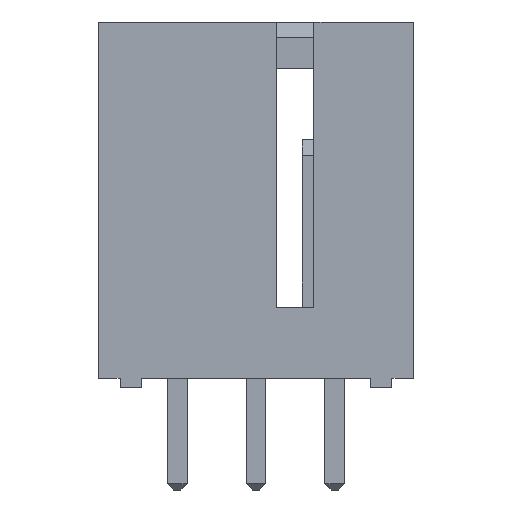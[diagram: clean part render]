
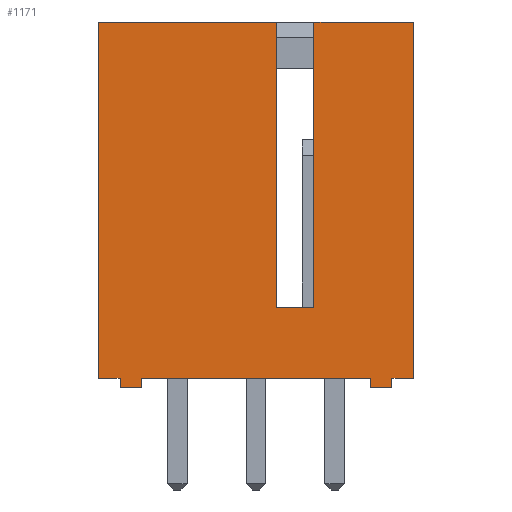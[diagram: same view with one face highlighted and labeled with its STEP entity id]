
A CAD part, front view. The second image highlights one B-rep face of the part: STEP entity #1171.
In plain terms, the highlighted planar face has unit normal (0, -1, 0).
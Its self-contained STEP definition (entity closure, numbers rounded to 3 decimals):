
#128 = VECTOR ( 'NONE', #1905, 1000. ) ;
#175 = AXIS2_PLACEMENT_3D ( 'NONE', #1205, #1825, #3566 ) ;
#198 = LINE ( 'NONE', #844, #2450 ) ;
#234 = ORIENTED_EDGE ( 'NONE', *, *, #2392, .F. ) ;
#269 = DIRECTION ( 'NONE',  ( 0., 0., 1. ) ) ;
#277 = CARTESIAN_POINT ( 'NONE',  ( 1.87, -2.55, 11.8 ) ) ;
#317 = CARTESIAN_POINT ( 'NONE',  ( 3.685, -2.55, 0.3 ) ) ;
#360 = CARTESIAN_POINT ( 'NONE',  ( 5.085, -2.55, 11.8 ) ) ;
#366 = CARTESIAN_POINT ( 'NONE',  ( -4.385, -2.55, 0. ) ) ;
#432 = ORIENTED_EDGE ( 'NONE', *, *, #767, .F. ) ;
#445 = CARTESIAN_POINT ( 'NONE',  ( 1.87, -2.55, 2.6 ) ) ;
#472 = ORIENTED_EDGE ( 'NONE', *, *, #2708, .F. ) ;
#524 = EDGE_CURVE ( 'NONE', #1891, #656, #1804, .T. ) ;
#546 = EDGE_CURVE ( 'NONE', #3505, #3726, #935, .T. ) ;
#565 = VECTOR ( 'NONE', #3091, 1000. ) ;
#567 = ORIENTED_EDGE ( 'NONE', *, *, #546, .F. ) ;
#581 = VECTOR ( 'NONE', #714, 1000. ) ;
#606 = CARTESIAN_POINT ( 'NONE',  ( -5.085, -2.55, 0.3 ) ) ;
#645 = CARTESIAN_POINT ( 'NONE',  ( -4.385, -2.55, 0. ) ) ;
#656 = VERTEX_POINT ( 'NONE', #2819 ) ;
#714 = DIRECTION ( 'NONE',  ( -1., 0., 0. ) ) ;
#738 = VERTEX_POINT ( 'NONE', #3551 ) ;
#767 = EDGE_CURVE ( 'NONE', #1147, #2169, #2544, .T. ) ;
#828 = CARTESIAN_POINT ( 'NONE',  ( 3.685, -2.55, 0. ) ) ;
#843 = DIRECTION ( 'NONE',  ( 0., 0., -1. ) ) ;
#844 = CARTESIAN_POINT ( 'NONE',  ( -4.385, -2.55, 0.3 ) ) ;
#935 = LINE ( 'NONE', #2441, #1889 ) ;
#953 = LINE ( 'NONE', #2166, #1274 ) ;
#972 = CARTESIAN_POINT ( 'NONE',  ( 4.385, -2.55, 0.3 ) ) ;
#1036 = EDGE_CURVE ( 'NONE', #3763, #738, #3558, .T. ) ;
#1044 = CARTESIAN_POINT ( 'NONE',  ( 0.67, -2.55, -9.331 ) ) ;
#1111 = VERTEX_POINT ( 'NONE', #317 ) ;
#1123 = CARTESIAN_POINT ( 'NONE',  ( -3.685, -2.55, 0. ) ) ;
#1147 = VERTEX_POINT ( 'NONE', #2993 ) ;
#1171 = ADVANCED_FACE ( 'NONE', ( #1506 ), #3310, .F. ) ;
#1184 = VECTOR ( 'NONE', #1769, 1000. ) ;
#1194 = VERTEX_POINT ( 'NONE', #3266 ) ;
#1205 = CARTESIAN_POINT ( 'NONE',  ( 0., -2.55, 0. ) ) ;
#1247 = ORIENTED_EDGE ( 'NONE', *, *, #2666, .F. ) ;
#1274 = VECTOR ( 'NONE', #3380, 1000. ) ;
#1298 = CARTESIAN_POINT ( 'NONE',  ( -3.685, -2.55, 0.3 ) ) ;
#1309 = LINE ( 'NONE', #445, #565 ) ;
#1316 = CARTESIAN_POINT ( 'NONE',  ( 1.87, -2.55, 2.6 ) ) ;
#1369 = DIRECTION ( 'NONE',  ( 0., 0., 1. ) ) ;
#1439 = DIRECTION ( 'NONE',  ( 1., 0., 0. ) ) ;
#1456 = CARTESIAN_POINT ( 'NONE',  ( 5.085, -2.55, 11.8 ) ) ;
#1488 = LINE ( 'NONE', #1456, #3736 ) ;
#1489 = VERTEX_POINT ( 'NONE', #972 ) ;
#1506 = FACE_OUTER_BOUND ( 'NONE', #3172, .T. ) ;
#1533 = VECTOR ( 'NONE', #1710, 1000. ) ;
#1552 = DIRECTION ( 'NONE',  ( -1., 0., 0. ) ) ;
#1555 = EDGE_CURVE ( 'NONE', #1111, #2400, #3303, .T. ) ;
#1620 = LINE ( 'NONE', #360, #3010 ) ;
#1710 = DIRECTION ( 'NONE',  ( -1., 0., 0. ) ) ;
#1713 = ORIENTED_EDGE ( 'NONE', *, *, #2928, .F. ) ;
#1769 = DIRECTION ( 'NONE',  ( 0., 0., -1. ) ) ;
#1804 = LINE ( 'NONE', #606, #1844 ) ;
#1814 = VERTEX_POINT ( 'NONE', #1123 ) ;
#1825 = DIRECTION ( 'NONE',  ( 0., 1., 0. ) ) ;
#1844 = VECTOR ( 'NONE', #2692, 1000. ) ;
#1865 = LINE ( 'NONE', #366, #1990 ) ;
#1889 = VECTOR ( 'NONE', #3579, 1000. ) ;
#1891 = VERTEX_POINT ( 'NONE', #2903 ) ;
#1905 = DIRECTION ( 'NONE',  ( 0., 0., 1. ) ) ;
#1921 = ORIENTED_EDGE ( 'NONE', *, *, #3248, .F. ) ;
#1922 = DIRECTION ( 'NONE',  ( 0., 0., 1. ) ) ;
#1924 = CARTESIAN_POINT ( 'NONE',  ( 0.67, -2.55, 11.8 ) ) ;
#1927 = ORIENTED_EDGE ( 'NONE', *, *, #524, .F. ) ;
#1954 = EDGE_CURVE ( 'NONE', #2400, #1814, #2935, .T. ) ;
#1990 = VECTOR ( 'NONE', #1552, 1000. ) ;
#1994 = LINE ( 'NONE', #2013, #2978 ) ;
#2013 = CARTESIAN_POINT ( 'NONE',  ( 4.385, -2.55, 0. ) ) ;
#2133 = VECTOR ( 'NONE', #1922, 1000. ) ;
#2166 = CARTESIAN_POINT ( 'NONE',  ( 4.385, -2.55, 0.3 ) ) ;
#2169 = VERTEX_POINT ( 'NONE', #3390 ) ;
#2195 = ORIENTED_EDGE ( 'NONE', *, *, #1954, .F. ) ;
#2240 = CARTESIAN_POINT ( 'NONE',  ( -5.085, -2.55, 11.8 ) ) ;
#2254 = EDGE_CURVE ( 'NONE', #2273, #3318, #3404, .T. ) ;
#2273 = VERTEX_POINT ( 'NONE', #2779 ) ;
#2318 = EDGE_CURVE ( 'NONE', #1489, #3763, #1994, .T. ) ;
#2323 = LINE ( 'NONE', #2240, #2133 ) ;
#2392 = EDGE_CURVE ( 'NONE', #656, #1194, #2323, .T. ) ;
#2400 = VERTEX_POINT ( 'NONE', #3668 ) ;
#2414 = DIRECTION ( 'NONE',  ( 1., 0., 0. ) ) ;
#2441 = CARTESIAN_POINT ( 'NONE',  ( 1.87, -2.55, -9.331 ) ) ;
#2449 = VECTOR ( 'NONE', #3209, 1000. ) ;
#2450 = VECTOR ( 'NONE', #269, 1000. ) ;
#2544 = LINE ( 'NONE', #2875, #2449 ) ;
#2592 = ORIENTED_EDGE ( 'NONE', *, *, #2254, .T. ) ;
#2630 = CARTESIAN_POINT ( 'NONE',  ( -3.685, -2.55, 0. ) ) ;
#2666 = EDGE_CURVE ( 'NONE', #1814, #3167, #1865, .T. ) ;
#2692 = DIRECTION ( 'NONE',  ( -1., 0., 0. ) ) ;
#2708 = EDGE_CURVE ( 'NONE', #2169, #1489, #953, .T. ) ;
#2779 = CARTESIAN_POINT ( 'NONE',  ( 0.67, -2.55, 2.6 ) ) ;
#2819 = CARTESIAN_POINT ( 'NONE',  ( -5.085, -2.55, 0.3 ) ) ;
#2854 = CARTESIAN_POINT ( 'NONE',  ( 4.385, -2.55, 0. ) ) ;
#2875 = CARTESIAN_POINT ( 'NONE',  ( 5.085, -2.55, 0.3 ) ) ;
#2903 = CARTESIAN_POINT ( 'NONE',  ( -4.385, -2.55, 0.3 ) ) ;
#2928 = EDGE_CURVE ( 'NONE', #3167, #1891, #198, .T. ) ;
#2935 = LINE ( 'NONE', #2630, #1184 ) ;
#2978 = VECTOR ( 'NONE', #843, 1000. ) ;
#2993 = CARTESIAN_POINT ( 'NONE',  ( 5.085, -2.55, 11.8 ) ) ;
#2994 = ORIENTED_EDGE ( 'NONE', *, *, #3370, .F. ) ;
#3010 = VECTOR ( 'NONE', #2414, 1000. ) ;
#3065 = ORIENTED_EDGE ( 'NONE', *, *, #1036, .F. ) ;
#3091 = DIRECTION ( 'NONE',  ( -1., 0., 0. ) ) ;
#3105 = ORIENTED_EDGE ( 'NONE', *, *, #2318, .F. ) ;
#3167 = VERTEX_POINT ( 'NONE', #645 ) ;
#3172 = EDGE_LOOP ( 'NONE', ( #3724, #567, #3316, #2592, #1921, #234, #1927, #1713, #1247, #2195, #3296, #2994, #3065, #3105, #472, #432 ) ) ;
#3209 = DIRECTION ( 'NONE',  ( 0., 0., -1. ) ) ;
#3248 = EDGE_CURVE ( 'NONE', #1194, #3318, #1620, .T. ) ;
#3266 = CARTESIAN_POINT ( 'NONE',  ( -5.085, -2.55, 11.8 ) ) ;
#3296 = ORIENTED_EDGE ( 'NONE', *, *, #1555, .F. ) ;
#3303 = LINE ( 'NONE', #1298, #581 ) ;
#3310 = PLANE ( 'NONE',  #175 ) ;
#3316 = ORIENTED_EDGE ( 'NONE', *, *, #3394, .T. ) ;
#3318 = VERTEX_POINT ( 'NONE', #1924 ) ;
#3370 = EDGE_CURVE ( 'NONE', #738, #1111, #3611, .T. ) ;
#3380 = DIRECTION ( 'NONE',  ( -1., 0., 0. ) ) ;
#3390 = CARTESIAN_POINT ( 'NONE',  ( 5.085, -2.55, 0.3 ) ) ;
#3394 = EDGE_CURVE ( 'NONE', #3505, #2273, #1309, .T. ) ;
#3404 = LINE ( 'NONE', #1044, #128 ) ;
#3505 = VERTEX_POINT ( 'NONE', #1316 ) ;
#3551 = CARTESIAN_POINT ( 'NONE',  ( 3.685, -2.55, 0. ) ) ;
#3558 = LINE ( 'NONE', #828, #1533 ) ;
#3566 = DIRECTION ( 'NONE',  ( 0., 0., 1. ) ) ;
#3579 = DIRECTION ( 'NONE',  ( 0., 0., 1. ) ) ;
#3611 = LINE ( 'NONE', #3702, #3652 ) ;
#3652 = VECTOR ( 'NONE', #1369, 1000. ) ;
#3668 = CARTESIAN_POINT ( 'NONE',  ( -3.685, -2.55, 0.3 ) ) ;
#3702 = CARTESIAN_POINT ( 'NONE',  ( 3.685, -2.55, 0.3 ) ) ;
#3724 = ORIENTED_EDGE ( 'NONE', *, *, #3781, .F. ) ;
#3726 = VERTEX_POINT ( 'NONE', #277 ) ;
#3736 = VECTOR ( 'NONE', #1439, 1000. ) ;
#3763 = VERTEX_POINT ( 'NONE', #2854 ) ;
#3781 = EDGE_CURVE ( 'NONE', #3726, #1147, #1488, .T. ) ;
